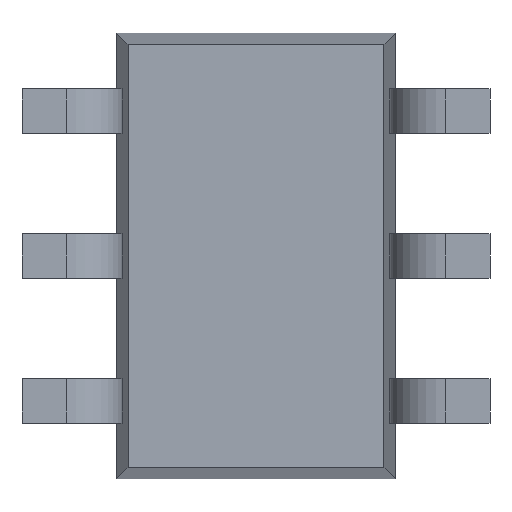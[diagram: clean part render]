
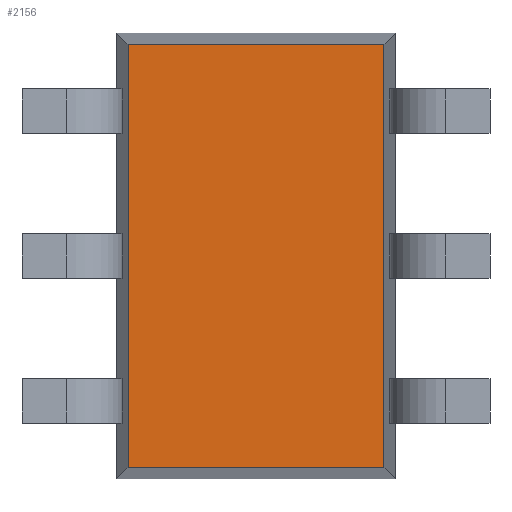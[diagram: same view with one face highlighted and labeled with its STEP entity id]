
A CAD part, front view. The second image highlights one B-rep face of the part: STEP entity #2156.
In plain terms, the highlighted planar face has unit normal (0, -1, 0).
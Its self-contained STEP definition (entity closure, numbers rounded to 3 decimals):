
#43 = VERTEX_POINT ( 'NONE', #763 ) ;
#60 = CARTESIAN_POINT ( 'NONE',  ( -0.574, 0.1, 0.949 ) ) ;
#177 = ORIENTED_EDGE ( 'NONE', *, *, #1185, .T. ) ;
#212 = DIRECTION ( 'NONE',  ( 1., 0., 0. ) ) ;
#467 = VECTOR ( 'NONE', #1224, 1000. ) ;
#537 = DIRECTION ( 'NONE',  ( 1., 0., 0. ) ) ;
#719 = VECTOR ( 'NONE', #1424, 1000. ) ;
#763 = CARTESIAN_POINT ( 'NONE',  ( 0.574, 0.1, -0.949 ) ) ;
#892 = EDGE_CURVE ( 'NONE', #2435, #916, #1990, .T. ) ;
#915 = VECTOR ( 'NONE', #537, 1000. ) ;
#916 = VERTEX_POINT ( 'NONE', #1948 ) ;
#1107 = LINE ( 'NONE', #2093, #467 ) ;
#1113 = CARTESIAN_POINT ( 'NONE',  ( -0.574, 0.1, 1. ) ) ;
#1185 = EDGE_CURVE ( 'NONE', #43, #1382, #1901, .T. ) ;
#1222 = DIRECTION ( 'NONE',  ( 0., 0., 1. ) ) ;
#1224 = DIRECTION ( 'NONE',  ( -1., 0., 0. ) ) ;
#1382 = VERTEX_POINT ( 'NONE', #1430 ) ;
#1394 = ORIENTED_EDGE ( 'NONE', *, *, #892, .T. ) ;
#1424 = DIRECTION ( 'NONE',  ( 0., 0., -1. ) ) ;
#1430 = CARTESIAN_POINT ( 'NONE',  ( 0.574, 0.1, 0.949 ) ) ;
#1457 = FACE_OUTER_BOUND ( 'NONE', #3271, .T. ) ;
#1750 = ORIENTED_EDGE ( 'NONE', *, *, #3134, .T. ) ;
#1751 = AXIS2_PLACEMENT_3D ( 'NONE', #3225, #3475, #212 ) ;
#1888 = ORIENTED_EDGE ( 'NONE', *, *, #2144, .T. ) ;
#1901 = LINE ( 'NONE', #3433, #2356 ) ;
#1948 = CARTESIAN_POINT ( 'NONE',  ( -0.574, 0.1, -0.949 ) ) ;
#1990 = LINE ( 'NONE', #1113, #719 ) ;
#2093 = CARTESIAN_POINT ( 'NONE',  ( 0.625, 0.1, 0.949 ) ) ;
#2144 = EDGE_CURVE ( 'NONE', #916, #43, #2907, .T. ) ;
#2156 = ADVANCED_FACE ( 'NONE', ( #1457 ), #2670, .T. ) ;
#2356 = VECTOR ( 'NONE', #1222, 1000. ) ;
#2435 = VERTEX_POINT ( 'NONE', #60 ) ;
#2670 = PLANE ( 'NONE',  #1751 ) ;
#2907 = LINE ( 'NONE', #3513, #915 ) ;
#3134 = EDGE_CURVE ( 'NONE', #1382, #2435, #1107, .T. ) ;
#3225 = CARTESIAN_POINT ( 'NONE',  ( 0., 0.1, 0. ) ) ;
#3271 = EDGE_LOOP ( 'NONE', ( #177, #1750, #1394, #1888 ) ) ;
#3433 = CARTESIAN_POINT ( 'NONE',  ( 0.574, 0.1, -1. ) ) ;
#3475 = DIRECTION ( 'NONE',  ( 0., -1., 0. ) ) ;
#3513 = CARTESIAN_POINT ( 'NONE',  ( -0.625, 0.1, -0.949 ) ) ;
